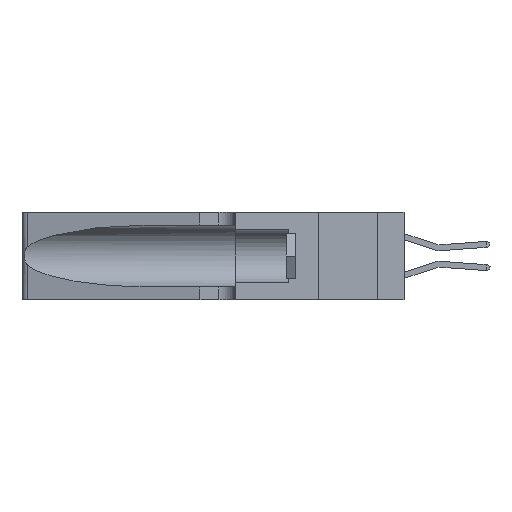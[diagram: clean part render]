
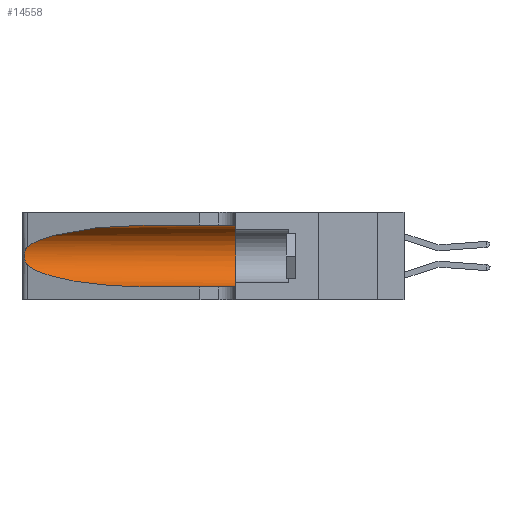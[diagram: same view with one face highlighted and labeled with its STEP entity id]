
A CAD part, left-side view. The second image highlights one B-rep face of the part: STEP entity #14558.
In plain terms, the highlighted cylindrical face has radius 3.308 mm (diameter 6.617 mm), a partial arc.
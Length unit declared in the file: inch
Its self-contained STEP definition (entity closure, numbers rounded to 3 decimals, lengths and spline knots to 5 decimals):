
#744 = CARTESIAN_POINT ( 'NONE',  ( 0.1305, 0.72297, 0.31525 ) ) ;
#1560 = CARTESIAN_POINT ( 'NONE',  ( 0.1305, 1.61858, 0.05475 ) ) ;
#2620 = CARTESIAN_POINT ( 'NONE',  ( 0.2373, 1.15595, 0.08982 ) ) ;
#2894 = CARTESIAN_POINT ( 'NONE',  ( 0.18966, 0.96281, 0.31525 ) ) ;
#3007 = CARTESIAN_POINT ( 'NONE',  ( 0.25639, 1.23184, 0.21858 ) ) ;
#3084 = B_SPLINE_CURVE_WITH_KNOTS ( 'NONE', 3,
 ( #15738, #7053, #3007, #22064, #24401, #4941, #11436, #15913, #9088, #11338, #17964, #11614, #19913, #24023 ),
 .UNSPECIFIED., .F., .F.,
 ( 4, 2, 2, 2, 2, 2, 4 ),
 ( 0., 0.00027, 0.00053, 0.00107, 0.0016, 0.00187, 0.00214 ),
 .UNSPECIFIED. ) ;
#4041 = ORIENTED_EDGE ( 'NONE', *, *, #16987, .T. ) ;
#4845 = CARTESIAN_POINT ( 'NONE',  ( 0.1305, 0.35, 0.185 ) ) ;
#4941 = CARTESIAN_POINT ( 'NONE',  ( 0.26018, 1.23835, 0.19895 ) ) ;
#5049 = VERTEX_POINT ( 'NONE', #17005 ) ;
#5675 = ORIENTED_EDGE ( 'NONE', *, *, #16975, .F. ) ;
#6107 = CIRCLE ( 'NONE', #20961, 0.13025 ) ;
#6204 = FACE_OUTER_BOUND ( 'NONE', #11771, .T. ) ;
#6643 = AXIS2_PLACEMENT_3D ( 'NONE', #10048, #24959, #27088 ) ;
#6780 = CARTESIAN_POINT ( 'NONE',  ( 0.1305, 0.72297, 0.05475 ) ) ;
#7053 = CARTESIAN_POINT ( 'NONE',  ( 0.25555, 1.22994, 0.2215 ) ) ;
#7312 = EDGE_CURVE ( 'NONE', #5049, #24502, #12585, .T. ) ;
#7511 = VERTEX_POINT ( 'NONE', #8128 ) ;
#8076 = CARTESIAN_POINT ( 'NONE',  ( 0.1305, 1.61858, 0.31525 ) ) ;
#8128 = CARTESIAN_POINT ( 'NONE',  ( 0.1305, 0.72297, 0.05475 ) ) ;
#8999 = CARTESIAN_POINT ( 'NONE',  ( 0.25487, 1.22718, 0.14631 ) ) ;
#9088 = CARTESIAN_POINT ( 'NONE',  ( 0.26017, 1.23833, 0.17102 ) ) ;
#10048 = CARTESIAN_POINT ( 'NONE',  ( 0.1305, 1.61858, 0.185 ) ) ;
#10800 = EDGE_CURVE ( 'NONE', #7511, #19521, #17879, .T. ) ;
#10950 = CARTESIAN_POINT ( 'NONE',  ( 0.18966, 0.96281, 0.05475 ) ) ;
#11338 = CARTESIAN_POINT ( 'NONE',  ( 0.25856, 1.23593, 0.16098 ) ) ;
#11436 = CARTESIAN_POINT ( 'NONE',  ( 0.26075, 1.23896, 0.19203 ) ) ;
#11614 = CARTESIAN_POINT ( 'NONE',  ( 0.25639, 1.23186, 0.15144 ) ) ;
#11771 = EDGE_LOOP ( 'NONE', ( #27123, #19757, #4041, #16188, #5675, #15200 ) ) ;
#11776 = CARTESIAN_POINT ( 'NONE',  ( 0.25487, 1.22718, 0.22369 ) ) ;
#12215 = VECTOR ( 'NONE', #14110, 39.37008 ) ;
#12585 =( BOUNDED_CURVE ( )  B_SPLINE_CURVE ( 3, ( #744, #2894, #20345, #11776 ),
 .UNSPECIFIED., .F., .T. ) 
 B_SPLINE_CURVE_WITH_KNOTS ( ( 4, 4 ),
 ( 1.5708, 2.84003 ),
 .UNSPECIFIED. ) 
 CURVE ( )  GEOMETRIC_REPRESENTATION_ITEM ( )  RATIONAL_B_SPLINE_CURVE ( ( 1., 0.87, 0.87, 1. ) ) 
 REPRESENTATION_ITEM ( '' )  );
#14110 = DIRECTION ( 'NONE',  ( 0., -1., 0. ) ) ;
#14558 = ADVANCED_FACE ( 'NONE', ( #6204 ), #15540, .F. ) ;
#15200 = ORIENTED_EDGE ( 'NONE', *, *, #19459, .F. ) ;
#15540 = CYLINDRICAL_SURFACE ( 'NONE', #6643, 0.13025 ) ;
#15738 = CARTESIAN_POINT ( 'NONE',  ( 0.25487, 1.22718, 0.22369 ) ) ;
#15913 = CARTESIAN_POINT ( 'NONE',  ( 0.26075, 1.23896, 0.178 ) ) ;
#15923 = CARTESIAN_POINT ( 'NONE',  ( 0.1305, 0.35, 0.31525 ) ) ;
#16063 = CARTESIAN_POINT ( 'NONE',  ( 0.25487, 1.22718, 0.22369 ) ) ;
#16188 = ORIENTED_EDGE ( 'NONE', *, *, #10800, .T. ) ;
#16975 = EDGE_CURVE ( 'NONE', #22443, #19521, #6107, .T. ) ;
#16987 = EDGE_CURVE ( 'NONE', #19361, #7511, #24548, .T. ) ;
#17005 = CARTESIAN_POINT ( 'NONE',  ( 0.1305, 0.72297, 0.31525 ) ) ;
#17075 = EDGE_CURVE ( 'NONE', #24502, #19361, #3084, .T. ) ;
#17879 = LINE ( 'NONE', #1560, #12215 ) ;
#17964 = CARTESIAN_POINT ( 'NONE',  ( 0.25789, 1.23486, 0.15765 ) ) ;
#19361 = VERTEX_POINT ( 'NONE', #20750 ) ;
#19459 = EDGE_CURVE ( 'NONE', #5049, #22443, #19908, .T. ) ;
#19521 = VERTEX_POINT ( 'NONE', #23367 ) ;
#19543 = DIRECTION ( 'NONE',  ( 0., 1., 0. ) ) ;
#19757 = ORIENTED_EDGE ( 'NONE', *, *, #17075, .T. ) ;
#19908 = LINE ( 'NONE', #8076, #20216 ) ;
#19913 = CARTESIAN_POINT ( 'NONE',  ( 0.25555, 1.22993, 0.14849 ) ) ;
#20216 = VECTOR ( 'NONE', #20941, 39.37008 ) ;
#20345 = CARTESIAN_POINT ( 'NONE',  ( 0.2373, 1.15595, 0.28018 ) ) ;
#20750 = CARTESIAN_POINT ( 'NONE',  ( 0.25487, 1.22718, 0.14631 ) ) ;
#20941 = DIRECTION ( 'NONE',  ( 0., -1., 0. ) ) ;
#20961 = AXIS2_PLACEMENT_3D ( 'NONE', #4845, #19543, #25692 ) ;
#22064 = CARTESIAN_POINT ( 'NONE',  ( 0.25787, 1.23484, 0.2124 ) ) ;
#22443 = VERTEX_POINT ( 'NONE', #15923 ) ;
#23367 = CARTESIAN_POINT ( 'NONE',  ( 0.1305, 0.35, 0.05475 ) ) ;
#24023 = CARTESIAN_POINT ( 'NONE',  ( 0.25487, 1.22718, 0.14631 ) ) ;
#24401 = CARTESIAN_POINT ( 'NONE',  ( 0.25854, 1.2359, 0.20912 ) ) ;
#24502 = VERTEX_POINT ( 'NONE', #16063 ) ;
#24548 =( BOUNDED_CURVE ( )  B_SPLINE_CURVE ( 3, ( #8999, #2620, #10950, #6780 ),
 .UNSPECIFIED., .F., .F. ) 
 B_SPLINE_CURVE_WITH_KNOTS ( ( 4, 4 ),
 ( 3.44316, 4.71239 ),
 .UNSPECIFIED. ) 
 CURVE ( )  GEOMETRIC_REPRESENTATION_ITEM ( )  RATIONAL_B_SPLINE_CURVE ( ( 1., 0.87, 0.87, 1. ) ) 
 REPRESENTATION_ITEM ( '' )  );
#24959 = DIRECTION ( 'NONE',  ( 0., -1., 0. ) ) ;
#25692 = DIRECTION ( 'NONE',  ( 0., 0., 1. ) ) ;
#27088 = DIRECTION ( 'NONE',  ( 0., 0., -1. ) ) ;
#27123 = ORIENTED_EDGE ( 'NONE', *, *, #7312, .T. ) ;
